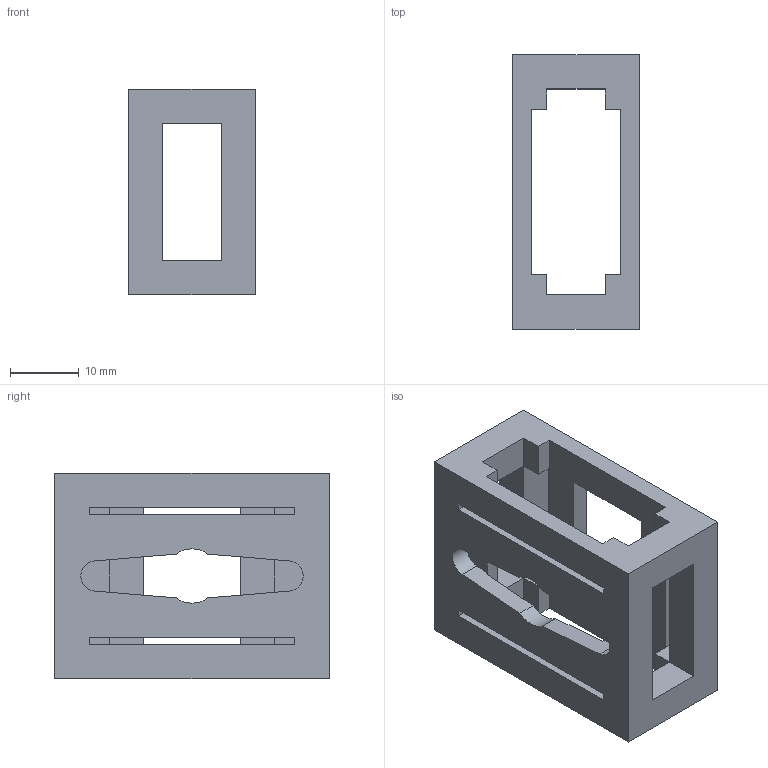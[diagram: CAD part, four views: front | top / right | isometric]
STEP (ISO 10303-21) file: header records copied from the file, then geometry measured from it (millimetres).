
FILE_DESCRIPTION (( 'STEP AP214' ), '1' );
FILE_NAME ('OmuzXYZA2.STEP', '2020-11-25T13:35:55', ( '' ), ( '' ), 'SwSTEP 2.0', 'SolidWorks 2018', '' );
FILE_SCHEMA (( 'AUTOMOTIVE_DESIGN' ));
Length unit declared in the file: millimetre
Products named in the file (1): OmuzXYZA2
Bounding box: 18.5 x 40 x 30 mm (x, y, z)
Volume: 7571.7 mm3; surface area: 6560.5 mm2
Topology: 1 solids, 1 shells, 68 faces, 203 edges, 130 vertices
Faces by surface type: plane 63, cylinder 5
Entity records: 2299 total; most frequent: ORIENTED_EDGE 406, CARTESIAN_POINT 402, DIRECTION 351, EDGE_CURVE 203, VECTOR 193, LINE 193, VERTEX_POINT 130, EDGE_LOOP 79
